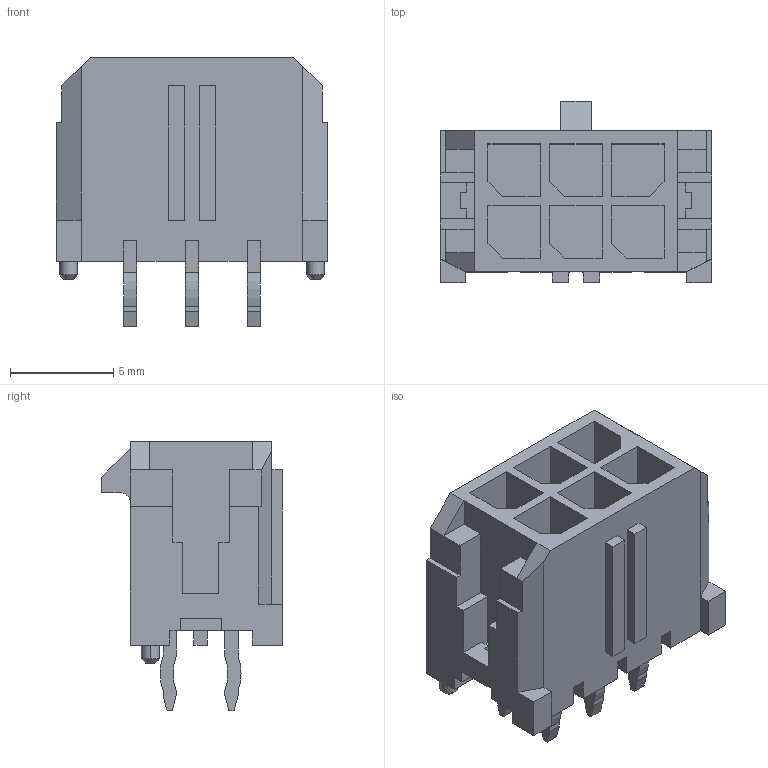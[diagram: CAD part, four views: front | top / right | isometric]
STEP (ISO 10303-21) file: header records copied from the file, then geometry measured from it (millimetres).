
FILE_DESCRIPTION((''),'2;1');
FILE_NAME('430450612','2012-06-27T',('gga'),(''),'PRO/ENGINEER BY PARAMETRIC TECHNOLOGY CORPORATION, 2011490','PRO/ENGINEER BY PARAMETRIC TECHNOLOGY CORPORATION, 2011490','');
FILE_SCHEMA(('CONFIG_CONTROL_DESIGN'));
Length unit declared in the file: millimetre
Products named in the file (1): 430450612
Bounding box: 13.15 x 8.77 x 13.09 mm (x, y, z)
Volume: 538.3 mm3; surface area: 1116 mm2
Topology: 1 solids, 1 shells, 272 faces, 754 edges, 499 vertices
Faces by surface type: plane 251, cylinder 17, cone 4
Entity records: 8499 total; most frequent: CARTESIAN_POINT 1495, ORIENTED_EDGE 1454, DIRECTION 1354, EDGE_CURVE 727, VECTOR 700, LINE 700, VERTEX_POINT 468, AXIS2_PLACEMENT_3D 327
